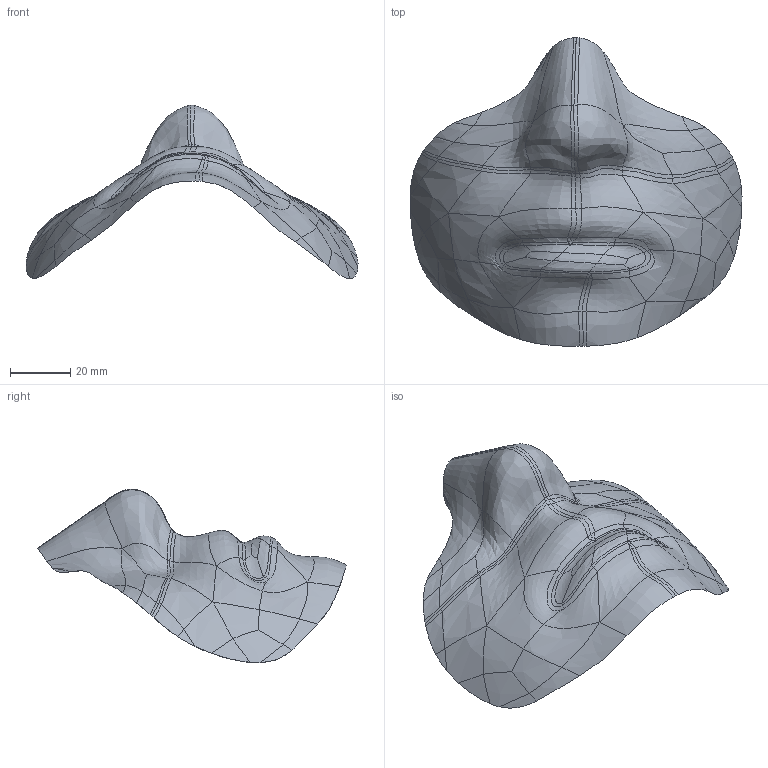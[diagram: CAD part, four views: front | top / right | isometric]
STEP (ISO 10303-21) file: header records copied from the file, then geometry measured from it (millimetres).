
FILE_DESCRIPTION (( 'STEP AP214' ), '1' );
FILE_NAME ('LRG_face_surface-full.STEP', '2021-02-06T19:21:11', ( '' ), ( '' ), 'SwSTEP 2.0', 'SolidWorks 2020', '' );
FILE_SCHEMA (( 'AUTOMOTIVE_DESIGN' ));
Length unit declared in the file: millimetre
Products named in the file (1): LRG_face_surface-full
Bounding box: 110.3 x 102.53 x 57.6 mm (x, y, z)
Surface area: 11116.3 mm2 (no closed solid volume)
Topology: 0 solids, 1 shells, 123 faces, 265 edges, 143 vertices
Faces by surface type: bspline 123
Entity records: 28166 total; most frequent: CARTESIAN_POINT 26481, ORIENTED_EDGE 490, EDGE_CURVE 265, B_SPLINE_CURVE_WITH_KNOTS 265, VERTEX_POINT 143, B_SPLINE_SURFACE_WITH_KNOTS 123, EDGE_LOOP 123, FACE_OUTER_BOUND 123
